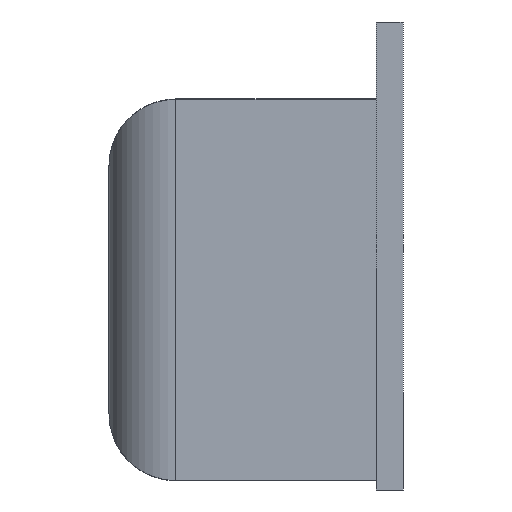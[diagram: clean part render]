
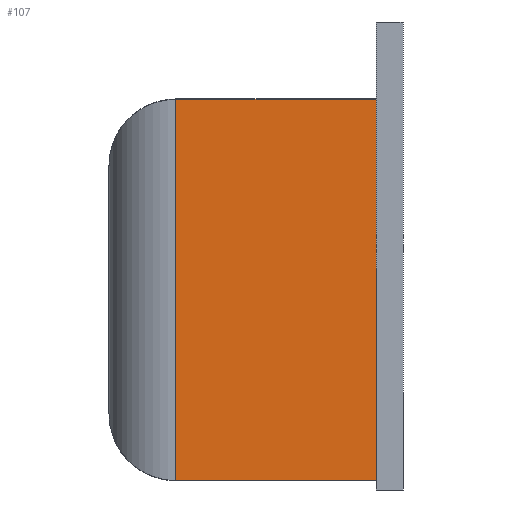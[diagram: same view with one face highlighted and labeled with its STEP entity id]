
A CAD part, left-side view. The second image highlights one B-rep face of the part: STEP entity #107.
In plain terms, the highlighted planar face has unit normal (-1, 0, 0).
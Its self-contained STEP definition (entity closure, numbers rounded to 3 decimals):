
#39 = EDGE_CURVE('',#40,#42,#44,.T.);
#40 = VERTEX_POINT('',#41);
#41 = CARTESIAN_POINT('',(-30.28,0.,3.443));
#42 = VERTEX_POINT('',#43);
#43 = CARTESIAN_POINT('',(-30.28,3.,3.443));
#44 = LINE('',#45,#46);
#45 = CARTESIAN_POINT('',(-30.28,0.,3.443));
#46 = VECTOR('',#47,1.);
#47 = DIRECTION('',(0.,1.,0.));
#107 = ADVANCED_FACE('',(#108),#133,.F.);
#108 = FACE_BOUND('',#109,.F.);
#109 = EDGE_LOOP('',(#110,#111,#119,#127));
#110 = ORIENTED_EDGE('',*,*,#39,.T.);
#111 = ORIENTED_EDGE('',*,*,#112,.T.);
#112 = EDGE_CURVE('',#42,#113,#115,.T.);
#113 = VERTEX_POINT('',#114);
#114 = CARTESIAN_POINT('',(-30.28,3.,9.143));
#115 = LINE('',#116,#117);
#116 = CARTESIAN_POINT('',(-30.28,3.,3.443));
#117 = VECTOR('',#118,1.);
#118 = DIRECTION('',(0.,0.,1.));
#119 = ORIENTED_EDGE('',*,*,#120,.F.);
#120 = EDGE_CURVE('',#121,#113,#123,.T.);
#121 = VERTEX_POINT('',#122);
#122 = CARTESIAN_POINT('',(-30.28,0.,9.143));
#123 = LINE('',#124,#125);
#124 = CARTESIAN_POINT('',(-30.28,0.,9.143));
#125 = VECTOR('',#126,1.);
#126 = DIRECTION('',(0.,1.,0.));
#127 = ORIENTED_EDGE('',*,*,#128,.F.);
#128 = EDGE_CURVE('',#40,#121,#129,.T.);
#129 = LINE('',#130,#131);
#130 = CARTESIAN_POINT('',(-30.28,0.,3.443));
#131 = VECTOR('',#132,1.);
#132 = DIRECTION('',(0.,0.,1.));
#133 = PLANE('',#134);
#134 = AXIS2_PLACEMENT_3D('',#135,#136,#137);
#135 = CARTESIAN_POINT('',(-30.28,0.,3.443));
#136 = DIRECTION('',(1.,0.,0.));
#137 = DIRECTION('',(0.,0.,1.));
